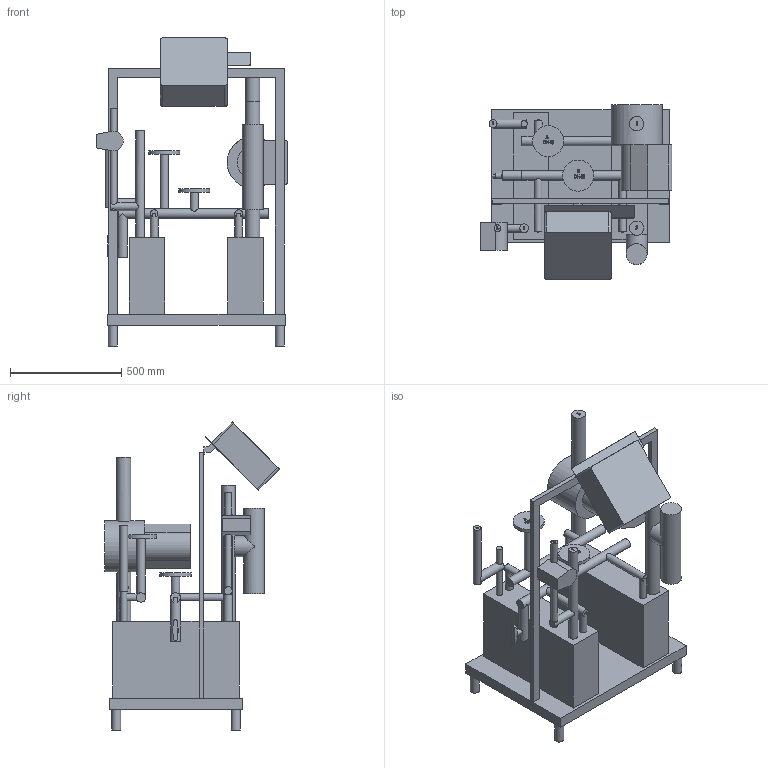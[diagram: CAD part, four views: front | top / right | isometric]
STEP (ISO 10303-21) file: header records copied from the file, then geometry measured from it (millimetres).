
FILE_DESCRIPTION(/* description */ (''),/* implementation_level */ '2;1');
FILE_NAME(/* name */ 'Matilda V3-R5 Bas 1127001879.stp',/* time_stamp */ '2020-11-10T09:55:55+01:00',/* author */ ('3113hani'),/* organization */ (''),/* preprocessor_version */ 'ST-DEVELOPER v17',/* originating_system */ 'Autodesk Inventor 2018',/* authorisation */ '');
FILE_SCHEMA (('CONFIG_CONTROL_DESIGN'));
Length unit declared in the file: millimetre
Products named in the file (1): Matilda V3-R5 D 1127001847
Bounding box: 862.48 x 786.86 x 1385.6 mm (x, y, z)
Volume: 130668122 mm3; surface area: 4320005.5 mm2
Topology: 1 solids, 1 shells, 584 faces, 1527 edges, 1017 vertices
Faces by surface type: plane 388, bspline 135, cylinder 61
Full cylindrical faces by diameter (mm): 4.5 x4, 8 x2, 23.502 x1, 28 x1, 30 x2, 33.7 x3, 35.7 x1, 36 x2, 37.2 x2, 39.5 x1, 40.545 x4, 42 x1, 42.4 x2, 43.5 x2, 64 x3, 93.597 x1, 94 x1, 140 x2, 230 x1
Entity records: 19595 total; most frequent: CARTESIAN_POINT 6012, ORIENTED_EDGE 3054, DIRECTION 2264, EDGE_CURVE 1527, LINE 1054, VECTOR 1054, VERTEX_POINT 1017, EDGE_LOOP 662
